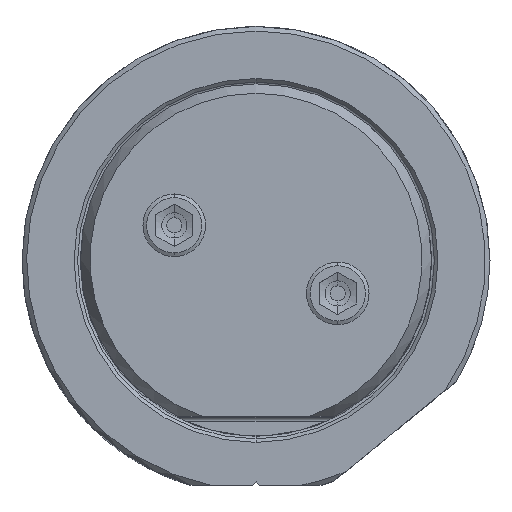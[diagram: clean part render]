
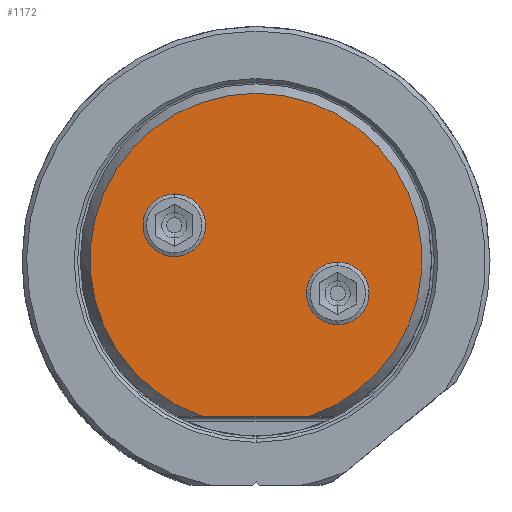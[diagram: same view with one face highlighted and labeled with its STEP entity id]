
A CAD part, top view. The second image highlights one B-rep face of the part: STEP entity #1172.
In plain terms, the highlighted planar face has unit normal (0, 0, 1).
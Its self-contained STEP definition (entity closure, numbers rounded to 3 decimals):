
#172=PLANE('',#6240);
#253=FACE_BOUND('',#1870,.T.);
#254=FACE_BOUND('',#1871,.T.);
#255=FACE_BOUND('',#1872,.T.);
#569=LINE('',#12077,#893);
#893=VECTOR('',#7387,1.);
#1172=ADVANCED_FACE('',(#253,#254,#255),#172,.T.);
#1870=EDGE_LOOP('',(#3079,#3080,#3081));
#1871=EDGE_LOOP('',(#3082,#3083));
#1872=EDGE_LOOP('',(#3084,#3085));
#3079=ORIENTED_EDGE('',*,*,#5071,.T.);
#3080=ORIENTED_EDGE('',*,*,#5074,.T.);
#3081=ORIENTED_EDGE('',*,*,#5072,.T.);
#3082=ORIENTED_EDGE('',*,*,#5077,.T.);
#3083=ORIENTED_EDGE('',*,*,#5078,.T.);
#3084=ORIENTED_EDGE('',*,*,#5079,.T.);
#3085=ORIENTED_EDGE('',*,*,#5080,.T.);
#4373=VERTEX_POINT('',#12067);
#4374=VERTEX_POINT('',#12069);
#4375=VERTEX_POINT('',#12071);
#4376=VERTEX_POINT('',#12084);
#4377=VERTEX_POINT('',#12085);
#4378=VERTEX_POINT('',#12088);
#4379=VERTEX_POINT('',#12089);
#5071=EDGE_CURVE('',#4374,#4373,#5609,.T.);
#5072=EDGE_CURVE('',#4375,#4374,#5610,.T.);
#5074=EDGE_CURVE('',#4373,#4375,#569,.T.);
#5077=EDGE_CURVE('',#4376,#4377,#5611,.T.);
#5078=EDGE_CURVE('',#4377,#4376,#5612,.T.);
#5079=EDGE_CURVE('',#4378,#4379,#5613,.T.);
#5080=EDGE_CURVE('',#4379,#4378,#5614,.T.);
#5609=CIRCLE('',#6230,18.022);
#5610=CIRCLE('',#6231,18.022);
#5611=CIRCLE('',#6236,3.4);
#5612=CIRCLE('',#6237,3.4);
#5613=CIRCLE('',#6238,3.4);
#5614=CIRCLE('',#6239,3.4);
#6230=AXIS2_PLACEMENT_3D('',#12068,#7381,#7382);
#6231=AXIS2_PLACEMENT_3D('',#12070,#7383,#7384);
#6236=AXIS2_PLACEMENT_3D('',#12083,#7396,#7397);
#6237=AXIS2_PLACEMENT_3D('',#12086,#7398,#7399);
#6238=AXIS2_PLACEMENT_3D('',#12087,#7400,#7401);
#6239=AXIS2_PLACEMENT_3D('',#12090,#7402,#7403);
#6240=AXIS2_PLACEMENT_3D('',#12091,#7404,#7405);
#7381=DIRECTION('',(0.,0.,1.));
#7382=DIRECTION('',(0.,1.,0.));
#7383=DIRECTION('',(0.,0.,1.));
#7384=DIRECTION('',(0.324,-0.946,0.));
#7387=DIRECTION('',(1.,0.,0.));
#7396=DIRECTION('',(0.,0.,-1.));
#7397=DIRECTION('',(1.,0.,0.));
#7398=DIRECTION('',(0.,0.,-1.));
#7399=DIRECTION('',(-1.,0.,0.));
#7400=DIRECTION('',(0.,0.,-1.));
#7401=DIRECTION('',(1.,0.,0.));
#7402=DIRECTION('',(0.,0.,-1.));
#7403=DIRECTION('',(-1.,0.,0.));
#7404=DIRECTION('',(0.,0.,1.));
#7405=DIRECTION('',(1.,0.,0.));
#12067=CARTESIAN_POINT('',(-5.839,-17.05,69.85));
#12068=CARTESIAN_POINT('',(0.,0.,69.85));
#12069=CARTESIAN_POINT('',(0.,18.022,69.85));
#12070=CARTESIAN_POINT('',(0.,0.,69.85));
#12071=CARTESIAN_POINT('',(5.839,-17.05,69.85));
#12077=CARTESIAN_POINT('',(-5.839,-17.05,69.85));
#12083=CARTESIAN_POINT('',(8.872,-3.694,69.85));
#12084=CARTESIAN_POINT('',(12.272,-3.694,69.85));
#12085=CARTESIAN_POINT('',(5.472,-3.694,69.85));
#12086=CARTESIAN_POINT('',(8.872,-3.694,69.85));
#12087=CARTESIAN_POINT('',(-8.872,3.694,69.85));
#12088=CARTESIAN_POINT('',(-5.472,3.694,69.85));
#12089=CARTESIAN_POINT('',(-12.272,3.694,69.85));
#12090=CARTESIAN_POINT('',(-8.872,3.694,69.85));
#12091=CARTESIAN_POINT('',(0.,0.487,69.85));
